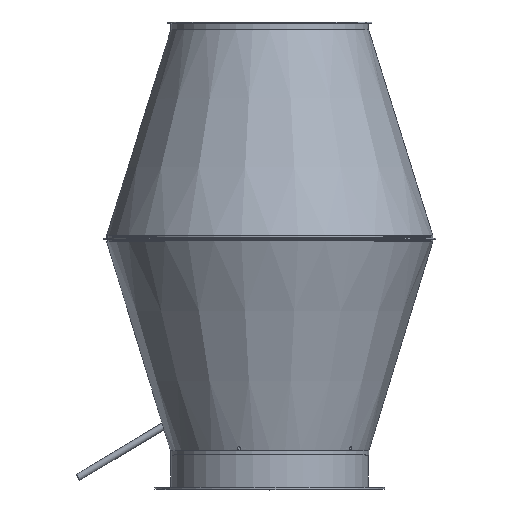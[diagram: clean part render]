
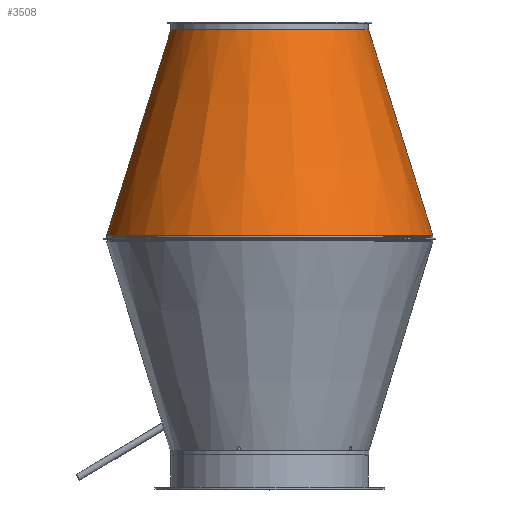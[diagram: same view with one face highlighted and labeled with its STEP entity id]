
A CAD part, top view. The second image highlights one B-rep face of the part: STEP entity #3508.
In plain terms, the highlighted conical face has half-angle 17.319 degrees and reference radius 200.982 mm.
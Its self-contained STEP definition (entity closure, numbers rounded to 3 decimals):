
#404=CIRCLE('',#3799,200.982);
#405=CIRCLE('',#3801,331.637);
#605=LINE('',#6059,#817);
#630=LINE('',#6134,#842);
#817=VECTOR('',#4340,438.893);
#842=VECTOR('',#4413,438.893);
#987=CONICAL_SURFACE('',#3800,200.982,17.319);
#1080=FACE_OUTER_BOUND('',#1300,.T.);
#1300=EDGE_LOOP('',(#2605,#2606,#2607,#2608));
#1607=VERTEX_POINT('',#6051);
#1609=VERTEX_POINT('',#6057);
#1633=VERTEX_POINT('',#6126);
#1635=VERTEX_POINT('',#6132);
#1940=EDGE_CURVE('',#1607,#1609,#605,.T.);
#1977=EDGE_CURVE('',#1635,#1633,#630,.T.);
#2001=EDGE_CURVE('',#1635,#1607,#404,.T.);
#2002=EDGE_CURVE('',#1633,#1609,#405,.T.);
#2605=ORIENTED_EDGE('',*,*,#1940,.T.);
#2606=ORIENTED_EDGE('',*,*,#2002,.F.);
#2607=ORIENTED_EDGE('',*,*,#1977,.F.);
#2608=ORIENTED_EDGE('',*,*,#2001,.T.);
#3508=ADVANCED_FACE('',(#1080),#987,.T.);
#3799=AXIS2_PLACEMENT_3D('',#6181,#4470,#4471);
#3800=AXIS2_PLACEMENT_3D('',#6182,#4472,#4473);
#3801=AXIS2_PLACEMENT_3D('',#6183,#4474,#4475);
#4340=DIRECTION('',(0.298,0.955,0.));
#4413=DIRECTION('',(0.298,0.955,0.));
#4470=DIRECTION('center_axis',(0.,1.,0.));
#4471=DIRECTION('ref_axis',(1.,0.,0.));
#4472=DIRECTION('center_axis',(0.,1.,0.));
#4473=DIRECTION('ref_axis',(1.,0.,0.));
#4474=DIRECTION('center_axis',(0.,1.,0.));
#4475=DIRECTION('ref_axis',(1.,0.,0.));
#6051=CARTESIAN_POINT('',(200.982,14.995,0.004));
#6057=CARTESIAN_POINT('',(331.637,433.99,0.006));
#6059=CARTESIAN_POINT('',(200.982,14.995,0.004));
#6126=CARTESIAN_POINT('',(331.637,433.99,0.));
#6132=CARTESIAN_POINT('',(200.982,14.995,0.));
#6134=CARTESIAN_POINT('',(200.982,14.995,0.));
#6181=CARTESIAN_POINT('Origin',(0.,14.995,0.));
#6182=CARTESIAN_POINT('Origin',(0.,14.995,0.));
#6183=CARTESIAN_POINT('Origin',(0.,433.99,0.));
